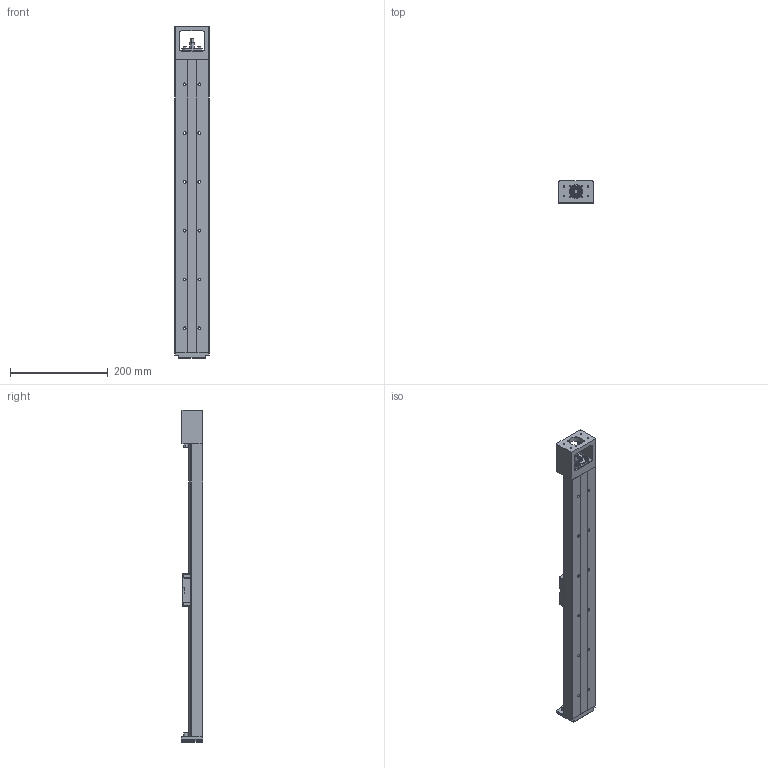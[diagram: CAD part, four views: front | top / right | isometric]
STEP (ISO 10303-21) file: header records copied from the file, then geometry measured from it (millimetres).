
FILE_DESCRIPTION (( 'STEP AP203' ), '1' );
FILE_NAME ('GKA4270-600-12N-P5-XXXXX_defeature.STEP', '2018-10-17T09:59:46', ( '' ), ( '' ), 'SwSTEP 2.0', 'SolidWorks 2018', '' );
FILE_SCHEMA (( 'CONFIG_CONTROL_DESIGN' ));
Length unit declared in the file: millimetre
Products named in the file (3): Group1^GKA4270-600-12N-P5-XXXXX_defeature; Group2^GKA4270-600-12N-P5-XXXXX_defeature; GKA4270-600-12N-P5-XXXXX_defeature
Assembly tree (2 placements, depth 2):
  GKA4270-600-12N-P5-XXXXX_defeature
    Group1^GKA4270-600-12N-P5-XXXXX_defeature
    Group2^GKA4270-600-12N-P5-XXXXX_defeature
Bounding box: 70 x 45 x 680.5 mm (x, y, z)
Volume: 864680.4 mm3; surface area: 210456.1 mm2
Topology: 2 solids, 6 shells, 1250 faces, 3411 edges, 2151 vertices
Faces by surface type: plane 605, cylinder 374, cone 128, torus 68, sphere 40, bspline 35
Entity records: 39948 total; most frequent: CARTESIAN_POINT 8714, ORIENTED_EDGE 6546, DIRECTION 6459, EDGE_CURVE 3273, AXIS2_PLACEMENT_3D 2256, VERTEX_POINT 2087, VECTOR 1947, LINE 1947
